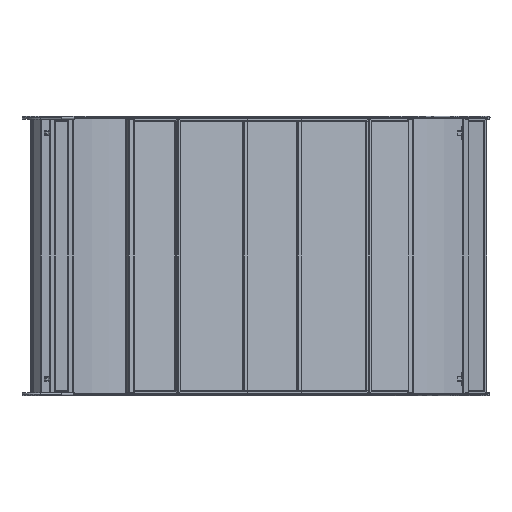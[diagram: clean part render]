
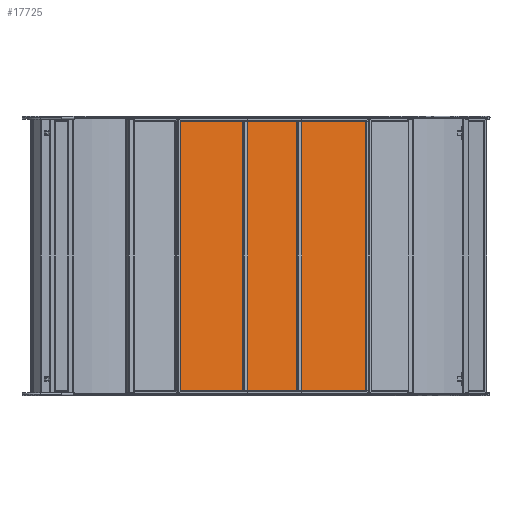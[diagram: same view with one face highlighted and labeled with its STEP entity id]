
A CAD part, front view. The second image highlights one B-rep face of the part: STEP entity #17725.
In plain terms, the highlighted face is planar.
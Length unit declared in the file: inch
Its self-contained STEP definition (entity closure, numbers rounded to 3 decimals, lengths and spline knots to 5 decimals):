
#427 = CARTESIAN_POINT ( 'NONE',  ( -44.8622, -0.0598, -35.91236 ) ) ;
#1423 = VECTOR ( 'NONE', #24449, 39.37008 ) ;
#1722 = EDGE_LOOP ( 'NONE', ( #11100, #5775, #13570, #28804 ) ) ;
#3903 = CARTESIAN_POINT ( 'NONE',  ( 44.8622, -0.0598, 35.91236 ) ) ;
#4032 = PLANE ( 'NONE',  #35997 ) ;
#5010 = CARTESIAN_POINT ( 'NONE',  ( -44.91236, -0.0598, 35.8622 ) ) ;
#5775 = ORIENTED_EDGE ( 'NONE', *, *, #9308, .F. ) ;
#5853 = EDGE_CURVE ( 'NONE', #35046, #37342, #25288, .T. ) ;
#6951 = DIRECTION ( 'NONE',  ( 0., 0., 1. ) ) ;
#9189 = LINE ( 'NONE', #3903, #33277 ) ;
#9308 = EDGE_CURVE ( 'NONE', #37342, #33133, #25019, .T. ) ;
#10237 = DIRECTION ( 'NONE',  ( -1., 0., 0. ) ) ;
#10680 = DIRECTION ( 'NONE',  ( 1., 0., 0. ) ) ;
#11100 = ORIENTED_EDGE ( 'NONE', *, *, #25485, .F. ) ;
#12532 = VECTOR ( 'NONE', #10680, 39.37008 ) ;
#12838 = FACE_OUTER_BOUND ( 'NONE', #1722, .T. ) ;
#12944 = EDGE_CURVE ( 'NONE', #38550, #35046, #9189, .T. ) ;
#13054 = LINE ( 'NONE', #5010, #12532 ) ;
#13570 = ORIENTED_EDGE ( 'NONE', *, *, #5853, .F. ) ;
#14846 = CARTESIAN_POINT ( 'NONE',  ( 44.8622, -0.0598, -35.8622 ) ) ;
#15999 = DIRECTION ( 'NONE',  ( 0., 0., -1. ) ) ;
#16085 = CARTESIAN_POINT ( 'NONE',  ( -44.8622, -0.0598, 35.8622 ) ) ;
#16873 = CARTESIAN_POINT ( 'NONE',  ( 44.8622, -0.0598, 35.8622 ) ) ;
#17725 = ADVANCED_FACE ( 'NONE', ( #12838 ), #4032, .F. ) ;
#18071 = CARTESIAN_POINT ( 'NONE',  ( -44.8622, -0.0598, -35.8622 ) ) ;
#18670 = CARTESIAN_POINT ( 'NONE',  ( 0., -0.0598, 0. ) ) ;
#24449 = DIRECTION ( 'NONE',  ( 0., 0., 1. ) ) ;
#25019 = LINE ( 'NONE', #427, #1423 ) ;
#25288 = LINE ( 'NONE', #28601, #29746 ) ;
#25485 = EDGE_CURVE ( 'NONE', #33133, #38550, #13054, .T. ) ;
#28601 = CARTESIAN_POINT ( 'NONE',  ( 44.91236, -0.0598, -35.8622 ) ) ;
#28804 = ORIENTED_EDGE ( 'NONE', *, *, #12944, .F. ) ;
#29746 = VECTOR ( 'NONE', #10237, 39.37008 ) ;
#30615 = DIRECTION ( 'NONE',  ( 0., 1., 0. ) ) ;
#33133 = VERTEX_POINT ( 'NONE', #16085 ) ;
#33277 = VECTOR ( 'NONE', #15999, 39.37008 ) ;
#35046 = VERTEX_POINT ( 'NONE', #14846 ) ;
#35997 = AXIS2_PLACEMENT_3D ( 'NONE', #18670, #30615, #6951 ) ;
#37342 = VERTEX_POINT ( 'NONE', #18071 ) ;
#38550 = VERTEX_POINT ( 'NONE', #16873 ) ;
